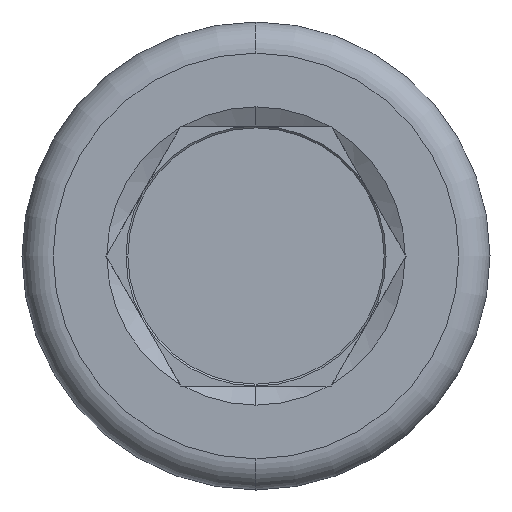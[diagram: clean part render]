
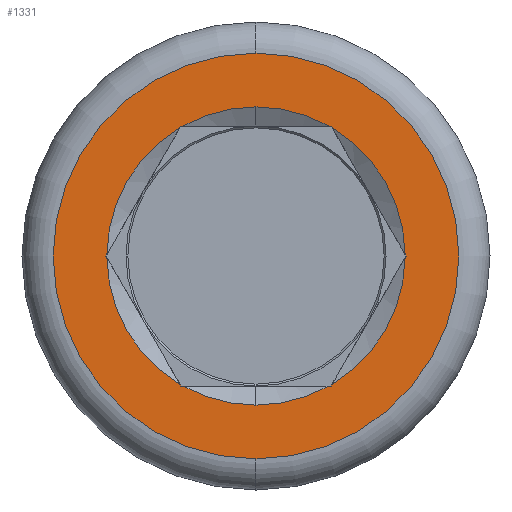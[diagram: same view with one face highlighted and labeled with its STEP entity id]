
A CAD part, left-side view. The second image highlights one B-rep face of the part: STEP entity #1331.
In plain terms, the highlighted planar face has unit normal (-1, 0, 0).
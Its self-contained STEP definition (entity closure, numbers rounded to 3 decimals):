
#1154=CARTESIAN_POINT('',(-12.,0.,0.));
#1155=DIRECTION('',(1.,0.,0.));
#1156=DIRECTION('',(0.,0.,-1.));
#1157=AXIS2_PLACEMENT_3D('',#1154,#1155,#1156);
#1158=PLANE('',#1157);
#1159=CARTESIAN_POINT('',(-12.,-0.,-7.8));
#1160=VERTEX_POINT('',#1159);
#1161=CARTESIAN_POINT('',(-12.,0.,0.));
#1162=DIRECTION('',(1.,0.,-0.));
#1163=DIRECTION('',(-0.,0.,-1.));
#1164=AXIS2_PLACEMENT_3D('',#1161,#1162,#1163);
#1165=CIRCLE('',#1164,7.8);
#1166=EDGE_CURVE('',#1160,#1160,#1165,.T.);
#1167=ORIENTED_EDGE('',*,*,#1166,.F.);
#1168=EDGE_LOOP('',(#1167));
#1169=FACE_BOUND('',#1168,.T.);
#1170=CARTESIAN_POINT('',(-12.,-2.887,5.));
#1171=VERTEX_POINT('',#1170);
#1172=CARTESIAN_POINT('',(-12.,-2.809,5.));
#1173=VERTEX_POINT('',#1172);
#1174=CARTESIAN_POINT('',(-12.,-12343.557,5.));
#1175=DIRECTION('',(-0.,1.,-0.));
#1176=VECTOR('',#1175,24690.);
#1177=LINE('',#1174,#1176);
#1178=EDGE_CURVE('',#1171,#1173,#1177,.T.);
#1179=ORIENTED_EDGE('',*,*,#1178,.F.);
#1180=CARTESIAN_POINT('',(-12.,-2.926,4.933));
#1181=VERTEX_POINT('',#1180);
#1182=CARTESIAN_POINT('',(-12.,6168.892,10694.834));
#1183=DIRECTION('',(0.,-0.5,-0.866));
#1184=VECTOR('',#1183,24690.);
#1185=LINE('',#1182,#1184);
#1186=EDGE_CURVE('',#1171,#1181,#1185,.T.);
#1187=ORIENTED_EDGE('',*,*,#1186,.T.);
#1188=CARTESIAN_POINT('',(-12.,-5.735,0.067));
#1189=VERTEX_POINT('',#1188);
#1190=CARTESIAN_POINT('',(-12.,0.,0.));
#1191=DIRECTION('',(1.,0.,-0.));
#1192=DIRECTION('',(0.,0.,1.));
#1193=AXIS2_PLACEMENT_3D('',#1190,#1191,#1192);
#1194=CIRCLE('',#1193,5.735);
#1195=EDGE_CURVE('',#1181,#1189,#1194,.T.);
#1196=ORIENTED_EDGE('',*,*,#1195,.T.);
#1197=CARTESIAN_POINT('',(-12.,-5.774,-0.));
#1198=VERTEX_POINT('',#1197);
#1199=CARTESIAN_POINT('',(-12.,-6176.108,-10687.334));
#1200=DIRECTION('',(-0.,0.5,0.866));
#1201=VECTOR('',#1200,24690.);
#1202=LINE('',#1199,#1201);
#1203=EDGE_CURVE('',#1198,#1189,#1202,.T.);
#1204=ORIENTED_EDGE('',*,*,#1203,.F.);
#1205=CARTESIAN_POINT('',(-12.,-5.735,-0.067));
#1206=VERTEX_POINT('',#1205);
#1207=CARTESIAN_POINT('',(-12.,-6177.552,10689.834));
#1208=DIRECTION('',(-0.,0.5,-0.866));
#1209=VECTOR('',#1208,24690.);
#1210=LINE('',#1207,#1209);
#1211=EDGE_CURVE('',#1198,#1206,#1210,.T.);
#1212=ORIENTED_EDGE('',*,*,#1211,.T.);
#1213=CARTESIAN_POINT('',(-12.,-2.926,-4.933));
#1214=VERTEX_POINT('',#1213);
#1215=CARTESIAN_POINT('',(-12.,0.,0.));
#1216=DIRECTION('',(1.,0.,-0.));
#1217=DIRECTION('',(0.,0.,1.));
#1218=AXIS2_PLACEMENT_3D('',#1215,#1216,#1217);
#1219=CIRCLE('',#1218,5.735);
#1220=EDGE_CURVE('',#1206,#1214,#1219,.T.);
#1221=ORIENTED_EDGE('',*,*,#1220,.T.);
#1222=CARTESIAN_POINT('',(-12.,-2.887,-5.));
#1223=VERTEX_POINT('',#1222);
#1224=CARTESIAN_POINT('',(-12.,6167.448,-10692.334));
#1225=DIRECTION('',(0.,-0.5,0.866));
#1226=VECTOR('',#1225,24690.);
#1227=LINE('',#1224,#1226);
#1228=EDGE_CURVE('',#1223,#1214,#1227,.T.);
#1229=ORIENTED_EDGE('',*,*,#1228,.F.);
#1230=CARTESIAN_POINT('',(-12.,-2.809,-5.));
#1231=VERTEX_POINT('',#1230);
#1232=CARTESIAN_POINT('',(-12.,-12346.443,-5.));
#1233=DIRECTION('',(-0.,1.,0.));
#1234=VECTOR('',#1233,24690.);
#1235=LINE('',#1232,#1234);
#1236=EDGE_CURVE('',#1223,#1231,#1235,.T.);
#1237=ORIENTED_EDGE('',*,*,#1236,.T.);
#1238=CARTESIAN_POINT('',(-12.,2.809,-5.));
#1239=VERTEX_POINT('',#1238);
#1240=CARTESIAN_POINT('',(-12.,0.,0.));
#1241=DIRECTION('',(-1.,-0.,0.));
#1242=DIRECTION('',(0.,0.,1.));
#1243=AXIS2_PLACEMENT_3D('',#1240,#1241,#1242);
#1244=CIRCLE('',#1243,5.735);
#1245=EDGE_CURVE('',#1239,#1231,#1244,.T.);
#1246=ORIENTED_EDGE('',*,*,#1245,.F.);
#1247=CARTESIAN_POINT('',(-12.,2.887,-5.));
#1248=VERTEX_POINT('',#1247);
#1249=CARTESIAN_POINT('',(-12.,12343.557,-5.));
#1250=DIRECTION('',(0.,-1.,-0.));
#1251=VECTOR('',#1250,24690.);
#1252=LINE('',#1249,#1251);
#1253=EDGE_CURVE('',#1248,#1239,#1252,.T.);
#1254=ORIENTED_EDGE('',*,*,#1253,.F.);
#1255=CARTESIAN_POINT('',(-12.,2.926,-4.933));
#1256=VERTEX_POINT('',#1255);
#1257=CARTESIAN_POINT('',(-12.,-6168.892,-10694.834));
#1258=DIRECTION('',(0.,0.5,0.866));
#1259=VECTOR('',#1258,24690.);
#1260=LINE('',#1257,#1259);
#1261=EDGE_CURVE('',#1248,#1256,#1260,.T.);
#1262=ORIENTED_EDGE('',*,*,#1261,.T.);
#1263=CARTESIAN_POINT('',(-12.,5.735,-0.067));
#1264=VERTEX_POINT('',#1263);
#1265=CARTESIAN_POINT('',(-12.,0.,0.));
#1266=DIRECTION('',(-1.,-0.,0.));
#1267=DIRECTION('',(0.,0.,1.));
#1268=AXIS2_PLACEMENT_3D('',#1265,#1266,#1267);
#1269=CIRCLE('',#1268,5.735);
#1270=EDGE_CURVE('',#1264,#1256,#1269,.T.);
#1271=ORIENTED_EDGE('',*,*,#1270,.F.);
#1272=CARTESIAN_POINT('',(-12.,5.774,0.));
#1273=VERTEX_POINT('',#1272);
#1274=CARTESIAN_POINT('',(-12.,6176.108,10687.334));
#1275=DIRECTION('',(-0.,-0.5,-0.866));
#1276=VECTOR('',#1275,24690.);
#1277=LINE('',#1274,#1276);
#1278=EDGE_CURVE('',#1273,#1264,#1277,.T.);
#1279=ORIENTED_EDGE('',*,*,#1278,.F.);
#1280=CARTESIAN_POINT('',(-12.,5.735,0.067));
#1281=VERTEX_POINT('',#1280);
#1282=CARTESIAN_POINT('',(-12.,6177.552,-10689.834));
#1283=DIRECTION('',(0.,-0.5,0.866));
#1284=VECTOR('',#1283,24690.);
#1285=LINE('',#1282,#1284);
#1286=EDGE_CURVE('',#1273,#1281,#1285,.T.);
#1287=ORIENTED_EDGE('',*,*,#1286,.T.);
#1288=CARTESIAN_POINT('',(-12.,2.926,4.933));
#1289=VERTEX_POINT('',#1288);
#1290=CARTESIAN_POINT('',(-12.,0.,0.));
#1291=DIRECTION('',(1.,0.,-0.));
#1292=DIRECTION('',(0.,0.,1.));
#1293=AXIS2_PLACEMENT_3D('',#1290,#1291,#1292);
#1294=CIRCLE('',#1293,5.735);
#1295=EDGE_CURVE('',#1281,#1289,#1294,.T.);
#1296=ORIENTED_EDGE('',*,*,#1295,.T.);
#1297=CARTESIAN_POINT('',(-12.,2.887,5.));
#1298=VERTEX_POINT('',#1297);
#1299=CARTESIAN_POINT('',(-12.,-6167.448,10692.334));
#1300=DIRECTION('',(-0.,0.5,-0.866));
#1301=VECTOR('',#1300,24690.);
#1302=LINE('',#1299,#1301);
#1303=EDGE_CURVE('',#1298,#1289,#1302,.T.);
#1304=ORIENTED_EDGE('',*,*,#1303,.F.);
#1305=CARTESIAN_POINT('',(-12.,2.809,5.));
#1306=VERTEX_POINT('',#1305);
#1307=CARTESIAN_POINT('',(-12.,12346.443,5.));
#1308=DIRECTION('',(0.,-1.,0.));
#1309=VECTOR('',#1308,24690.);
#1310=LINE('',#1307,#1309);
#1311=EDGE_CURVE('',#1298,#1306,#1310,.T.);
#1312=ORIENTED_EDGE('',*,*,#1311,.T.);
#1313=CARTESIAN_POINT('',(-12.,0.,5.735));
#1314=VERTEX_POINT('',#1313);
#1315=CARTESIAN_POINT('',(-12.,0.,0.));
#1316=DIRECTION('',(1.,0.,-0.));
#1317=DIRECTION('',(0.,0.,1.));
#1318=AXIS2_PLACEMENT_3D('',#1315,#1316,#1317);
#1319=CIRCLE('',#1318,5.735);
#1320=EDGE_CURVE('',#1306,#1314,#1319,.T.);
#1321=ORIENTED_EDGE('',*,*,#1320,.T.);
#1322=CARTESIAN_POINT('',(-12.,0.,0.));
#1323=DIRECTION('',(1.,0.,-0.));
#1324=DIRECTION('',(0.,0.,1.));
#1325=AXIS2_PLACEMENT_3D('',#1322,#1323,#1324);
#1326=CIRCLE('',#1325,5.735);
#1327=EDGE_CURVE('',#1314,#1173,#1326,.T.);
#1328=ORIENTED_EDGE('',*,*,#1327,.T.);
#1329=EDGE_LOOP('',(#1179,#1187,#1196,#1204,#1212,#1221,#1229,#1237,#1246,#1254,#1262,#1271,#1279,#1287,#1296,#1304,#1312,#1321,#1328));
#1330=FACE_BOUND('',#1329,.T.);
#1331=ADVANCED_FACE('',(#1169,#1330),#1158,.F.);
